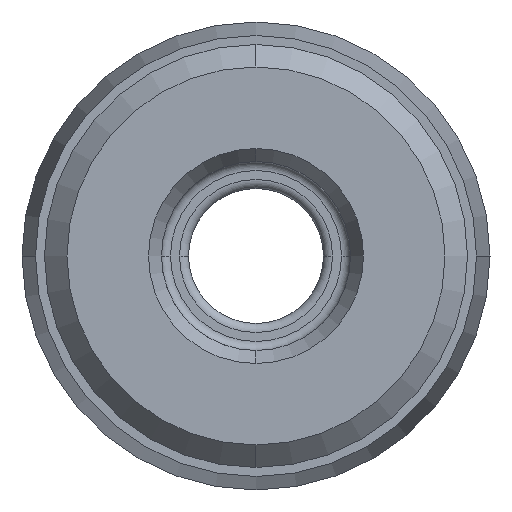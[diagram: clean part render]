
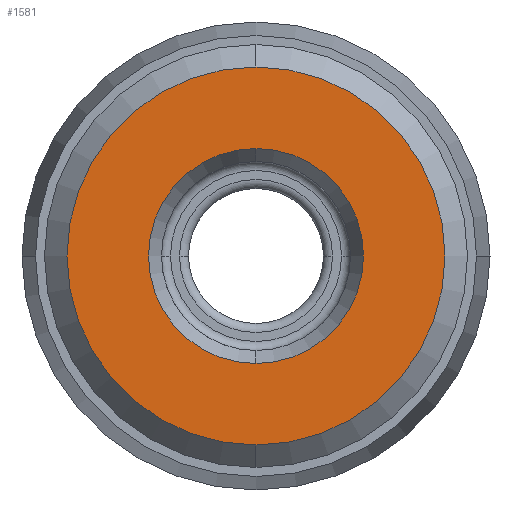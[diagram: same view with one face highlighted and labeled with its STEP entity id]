
A CAD part, left-side view. The second image highlights one B-rep face of the part: STEP entity #1581.
In plain terms, the highlighted planar face has unit normal (-1, 0, 0).
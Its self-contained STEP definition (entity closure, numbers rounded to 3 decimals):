
#252=CARTESIAN_POINT('',(-15.05,0.,0.));
#253=DIRECTION('',(-1.,0.,0.));
#254=DIRECTION('',(0.,0.,-1.));
#255=AXIS2_PLACEMENT_3D('',#252,#253,#254);
#265=CARTESIAN_POINT('',(-15.05,0.,0.));
#266=DIRECTION('',(1.,0.,0.));
#267=DIRECTION('',(0.,0.,-1.));
#268=AXIS2_PLACEMENT_3D('',#265,#266,#267);
#270=CARTESIAN_POINT('',(-15.05,0.,0.));
#271=DIRECTION('',(1.,0.,0.));
#272=DIRECTION('',(0.,0.,-1.));
#273=AXIS2_PLACEMENT_3D('',#270,#271,#272);
#275=CARTESIAN_POINT('',(-15.05,0.,0.));
#276=DIRECTION('',(-1.,0.,0.));
#277=DIRECTION('',(0.,0.,-1.));
#278=AXIS2_PLACEMENT_3D('',#275,#276,#277);
#1113=CARTESIAN_POINT('',(-15.05,0.,-2.389));
#1115=VERTEX_POINT('',#1113);
#1116=CARTESIAN_POINT('',(-15.05,0.,-4.2));
#1118=VERTEX_POINT('',#1116);
#1123=CARTESIAN_POINT('',(-15.05,0.,2.389));
#1125=VERTEX_POINT('',#1123);
#1126=CARTESIAN_POINT('',(-15.05,0.,4.2));
#1128=VERTEX_POINT('',#1126);
#1566=CARTESIAN_POINT('',(-15.05,0.,0.));
#1567=DIRECTION('',(-1.,0.,0.));
#1568=DIRECTION('',(0.,0.,1.));
#1569=AXIS2_PLACEMENT_3D('',#1566,#1567,#1568);
#1570=PLANE('',#1569);
#1571=ORIENTED_EDGE('',*,*,#1545,.F.);
#1572=ORIENTED_EDGE('',*,*,#1561,.T.);
#1573=EDGE_LOOP('',(#1571,#1572));
#1574=FACE_OUTER_BOUND('',#1573,.F.);
#1576=ORIENTED_EDGE('',*,*,#1575,.F.);
#1578=ORIENTED_EDGE('',*,*,#1577,.T.);
#1579=EDGE_LOOP('',(#1576,#1578));
#1580=FACE_BOUND('',#1579,.F.);
#1581=ADVANCED_FACE('',(#1574,#1580),#1570,.T.);
#256=CIRCLE('',#255,4.2);
#269=CIRCLE('',#268,4.2);
#274=CIRCLE('',#273,2.389);
#279=CIRCLE('',#278,2.389);
#1545=EDGE_CURVE('',#1118,#1128,#256,.T.);
#1561=EDGE_CURVE('',#1118,#1128,#269,.T.);
#1575=EDGE_CURVE('',#1115,#1125,#274,.T.);
#1577=EDGE_CURVE('',#1115,#1125,#279,.T.);
